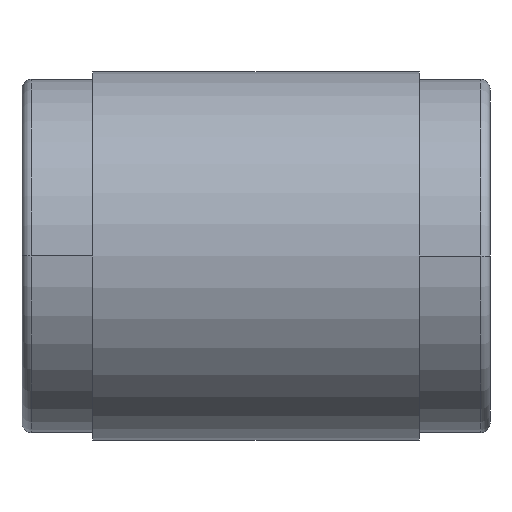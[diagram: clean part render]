
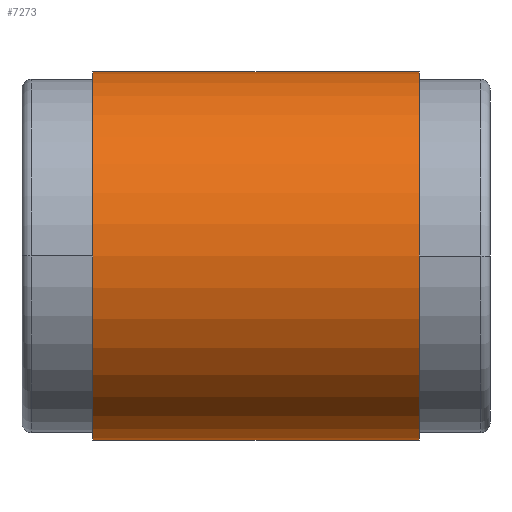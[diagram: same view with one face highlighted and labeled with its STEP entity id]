
A CAD part, left-side view. The second image highlights one B-rep face of the part: STEP entity #7273.
In plain terms, the highlighted cylindrical face has radius 195 mm (diameter 390 mm), a partial arc.
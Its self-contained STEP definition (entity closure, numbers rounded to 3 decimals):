
#402 = DIRECTION ( 'NONE',  ( 1., 0., 0. ) ) ;
#758 = DIRECTION ( 'NONE',  ( 0., -1., 0. ) ) ;
#795 = VERTEX_POINT ( 'NONE', #13343 ) ;
#799 = EDGE_CURVE ( 'NONE', #6897, #10676, #8795, .T. ) ;
#1251 = LINE ( 'NONE', #4333, #12300 ) ;
#1451 = CARTESIAN_POINT ( 'NONE',  ( 0., -172.5, -195. ) ) ;
#1859 = CYLINDRICAL_SURFACE ( 'NONE', #6267, 195. ) ;
#1874 = DIRECTION ( 'NONE',  ( 0., -1., 0. ) ) ;
#2067 = VERTEX_POINT ( 'NONE', #1451 ) ;
#2758 = CARTESIAN_POINT ( 'NONE',  ( 0., -172.5, 0. ) ) ;
#2857 = CARTESIAN_POINT ( 'NONE',  ( 0., 172.5, 0. ) ) ;
#3023 = EDGE_CURVE ( 'NONE', #6897, #795, #1251, .T. ) ;
#3052 = CARTESIAN_POINT ( 'NONE',  ( 0., 247.5, -195. ) ) ;
#3349 = FACE_OUTER_BOUND ( 'NONE', #11862, .T. ) ;
#4333 = CARTESIAN_POINT ( 'NONE',  ( 0., 247.5, 195. ) ) ;
#4888 = ORIENTED_EDGE ( 'NONE', *, *, #11202, .T. ) ;
#5712 = CARTESIAN_POINT ( 'NONE',  ( 0., 247.5, 0. ) ) ;
#6232 = DIRECTION ( 'NONE',  ( 0., 1., 0. ) ) ;
#6267 = AXIS2_PLACEMENT_3D ( 'NONE', #5712, #758, #7923 ) ;
#6897 = VERTEX_POINT ( 'NONE', #10046 ) ;
#7004 = CIRCLE ( 'NONE', #14031, 195. ) ;
#7273 = ADVANCED_FACE ( 'NONE', ( #3349 ), #1859, .T. ) ;
#7783 = LINE ( 'NONE', #3052, #12032 ) ;
#7923 = DIRECTION ( 'NONE',  ( 0., 0., -1. ) ) ;
#8780 = DIRECTION ( 'NONE',  ( 0., -1., 0. ) ) ;
#8795 = CIRCLE ( 'NONE', #14065, 195. ) ;
#9780 = ORIENTED_EDGE ( 'NONE', *, *, #10231, .T. ) ;
#9852 = ORIENTED_EDGE ( 'NONE', *, *, #3023, .F. ) ;
#10046 = CARTESIAN_POINT ( 'NONE',  ( 0., 172.5, 195. ) ) ;
#10179 = DIRECTION ( 'NONE',  ( 0., -1., 0. ) ) ;
#10231 = EDGE_CURVE ( 'NONE', #10676, #2067, #7783, .T. ) ;
#10676 = VERTEX_POINT ( 'NONE', #11805 ) ;
#10979 = DIRECTION ( 'NONE',  ( 1., 0., 0. ) ) ;
#11202 = EDGE_CURVE ( 'NONE', #2067, #795, #7004, .T. ) ;
#11805 = CARTESIAN_POINT ( 'NONE',  ( 0., 172.5, -195. ) ) ;
#11862 = EDGE_LOOP ( 'NONE', ( #9852, #15004, #9780, #4888 ) ) ;
#12032 = VECTOR ( 'NONE', #1874, 1000. ) ;
#12300 = VECTOR ( 'NONE', #10179, 1000. ) ;
#13343 = CARTESIAN_POINT ( 'NONE',  ( 0., -172.5, 195. ) ) ;
#14031 = AXIS2_PLACEMENT_3D ( 'NONE', #2758, #6232, #402 ) ;
#14065 = AXIS2_PLACEMENT_3D ( 'NONE', #2857, #8780, #10979 ) ;
#15004 = ORIENTED_EDGE ( 'NONE', *, *, #799, .T. ) ;
